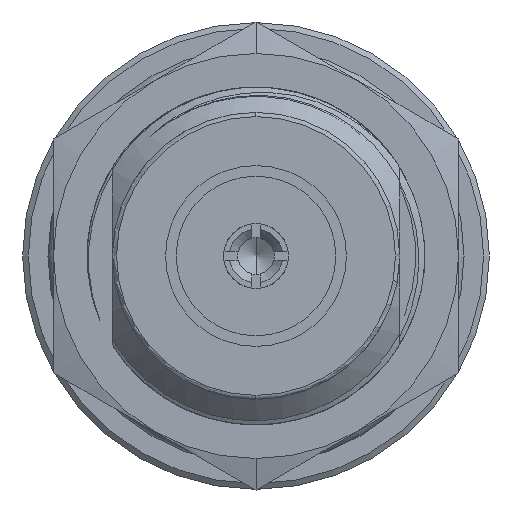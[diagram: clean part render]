
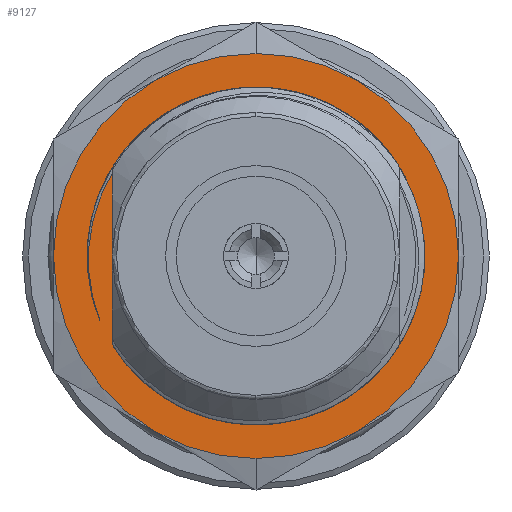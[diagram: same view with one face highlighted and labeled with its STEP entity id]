
A CAD part, left-side view. The second image highlights one B-rep face of the part: STEP entity #9127.
In plain terms, the highlighted planar face has unit normal (-1, 0, 0).
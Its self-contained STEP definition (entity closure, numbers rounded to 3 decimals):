
#1286=CARTESIAN_POINT('',(-1.11,0.,0.));
#1287=DIRECTION('',(-1.,0.,0.));
#1288=DIRECTION('',(0.,0.,-1.));
#1289=AXIS2_PLACEMENT_3D('',#1286,#1287,#1288);
#1291=CARTESIAN_POINT('',(-1.11,0.,0.));
#1292=DIRECTION('',(1.,0.,0.));
#1293=DIRECTION('',(0.,0.,-1.));
#1294=AXIS2_PLACEMENT_3D('',#1291,#1292,#1293);
#1296=CARTESIAN_POINT('',(-1.11,1.065,-7.868));
#1297=CARTESIAN_POINT('',(-1.11,0.645,-7.925));
#1298=CARTESIAN_POINT('',(-1.11,-0.191,-7.971));
#1299=CARTESIAN_POINT('',(-1.11,-1.45,-7.841));
#1300=CARTESIAN_POINT('',(-1.11,-2.67,-7.513));
#1301=CARTESIAN_POINT('',(-1.11,-3.824,-6.997));
#1302=CARTESIAN_POINT('',(-1.11,-4.881,-6.305));
#1303=CARTESIAN_POINT('',(-1.11,-5.816,-5.454));
#1304=CARTESIAN_POINT('',(-1.11,-6.605,-4.467));
#1305=CARTESIAN_POINT('',(-1.11,-7.228,-3.367));
#1306=CARTESIAN_POINT('',(-1.11,-7.669,-2.183));
#1307=CARTESIAN_POINT('',(-1.11,-7.917,-0.944));
#1308=CARTESIAN_POINT('',(-1.11,-7.967,0.319));
#1309=CARTESIAN_POINT('',(-1.11,-7.816,1.574));
#1310=CARTESIAN_POINT('',(-1.11,-7.47,2.789));
#1311=CARTESIAN_POINT('',(-1.11,-6.935,3.935));
#1312=CARTESIAN_POINT('',(-1.11,-6.226,4.981));
#1313=CARTESIAN_POINT('',(-1.11,-5.361,5.902));
#1314=CARTESIAN_POINT('',(-1.11,-4.361,6.675));
#1315=CARTESIAN_POINT('',(-1.11,-3.252,7.28));
#1316=CARTESIAN_POINT('',(-1.11,-2.06,7.703));
#1317=CARTESIAN_POINT('',(-1.11,-0.817,7.931));
#1318=CARTESIAN_POINT('',(-1.11,0.446,7.961));
#1319=CARTESIAN_POINT('',(-1.11,1.698,7.79));
#1320=CARTESIAN_POINT('',(-1.11,2.908,7.424));
#1321=CARTESIAN_POINT('',(-1.11,4.044,6.872));
#1322=CARTESIAN_POINT('',(-1.11,5.079,6.146));
#1323=CARTESIAN_POINT('',(-1.11,5.987,5.267));
#1324=CARTESIAN_POINT('',(-1.11,6.743,4.255));
#1325=CARTESIAN_POINT('',(-1.11,7.331,3.136));
#1326=CARTESIAN_POINT('',(-1.11,7.734,1.938));
#1327=CARTESIAN_POINT('',(-1.11,7.943,0.691));
#1328=CARTESIAN_POINT('',(-1.11,7.953,-0.572));
#1329=CARTESIAN_POINT('',(-1.11,7.762,-1.823));
#1330=CARTESIAN_POINT('',(-1.11,7.507,-2.62));
#1331=CARTESIAN_POINT('',(-1.11,7.346,-3.012));
#1333=DIRECTION('',(0.,0.,1.));
#1334=VECTOR('',#1333,8.068);
#1335=CARTESIAN_POINT('',(-1.11,6.75,-4.181));
#1336=LINE('',#1335,#1334);
#1468=CARTESIAN_POINT('',(-1.11,0.,0.));
#1469=DIRECTION('',(1.,0.,0.));
#1470=DIRECTION('',(0.,0.134,-0.991));
#1471=AXIS2_PLACEMENT_3D('',#1468,#1469,#1470);
#5525=CARTESIAN_POINT('',(-1.11,6.75,3.887));
#5531=CARTESIAN_POINT('',(-1.11,7.346,-3.012));
#5532=CARTESIAN_POINT('',(-1.11,7.492,-2.636));
#5533=CARTESIAN_POINT('',(-1.11,7.722,-1.871));
#5534=CARTESIAN_POINT('',(-1.11,7.892,-0.679));
#5535=CARTESIAN_POINT('',(-1.11,7.877,0.527));
#5536=CARTESIAN_POINT('',(-1.11,7.684,1.7));
#5537=CARTESIAN_POINT('',(-1.11,7.311,2.844));
#5538=CARTESIAN_POINT('',(-1.11,6.955,3.547));
#5539=CARTESIAN_POINT('',(-1.11,6.75,3.887));
#6231=CARTESIAN_POINT('',(-1.11,0.,-9.52));
#6232=CARTESIAN_POINT('',(-1.11,0.,9.52));
#6233=VERTEX_POINT('',#6231);
#6234=VERTEX_POINT('',#6232);
#6385=CARTESIAN_POINT('',(-1.11,1.065,-7.868));
#6386=VERTEX_POINT('',#6385);
#6735=CARTESIAN_POINT('',(-1.11,6.75,-4.181));
#6737=VERTEX_POINT('',#6735);
#6828=VERTEX_POINT('',#5525);
#6829=VERTEX_POINT('',#5531);
#9108=CARTESIAN_POINT('',(-1.11,0.,0.));
#9109=DIRECTION('',(1.,0.,0.));
#9110=DIRECTION('',(0.,0.,1.));
#9111=AXIS2_PLACEMENT_3D('',#9108,#9109,#9110);
#9112=PLANE('',#9111);
#9113=ORIENTED_EDGE('',*,*,#9062,.F.);
#9114=ORIENTED_EDGE('',*,*,#9090,.T.);
#9115=EDGE_LOOP('',(#9113,#9114));
#9116=FACE_OUTER_BOUND('',#9115,.F.);
#9118=ORIENTED_EDGE('',*,*,#9117,.T.);
#9120=ORIENTED_EDGE('',*,*,#9119,.T.);
#9122=ORIENTED_EDGE('',*,*,#9121,.F.);
#9124=ORIENTED_EDGE('',*,*,#9123,.F.);
#9125=EDGE_LOOP('',(#9118,#9120,#9122,#9124));
#9126=FACE_BOUND('',#9125,.F.);
#1290=CIRCLE('',#1289,9.52);
#1295=CIRCLE('',#1294,9.52);
#1332=B_SPLINE_CURVE_WITH_KNOTS('',3,(#1296,#1297,#1298,#1299,#1300,#1301,#1302,
#1303,#1304,#1305,#1306,#1307,#1308,#1309,#1310,#1311,#1312,#1313,#1314,#1315,
#1316,#1317,#1318,#1319,#1320,#1321,#1322,#1323,#1324,#1325,#1326,#1327,#1328,
#1329,#1330,#1331),.UNSPECIFIED.,.F.,.F.,(4,1,1,1,1,1,1,1,1,1,1,1,1,1,1,1,1,1,1,
1,1,1,1,1,1,1,1,1,1,1,1,1,1,4),(0.,0.03,0.061,
0.091,0.121,0.152,0.182,
0.212,0.242,0.273,0.303,
0.333,0.364,0.394,0.424,
0.455,0.485,0.515,0.545,
0.576,0.606,0.636,0.667,
0.697,0.727,0.758,0.788,
0.818,0.848,0.879,0.909,
0.939,0.97,1.),.UNSPECIFIED.);
#1472=CIRCLE('',#1471,7.94);
#5540=B_SPLINE_CURVE_WITH_KNOTS('',3,(#5531,#5532,#5533,#5534,#5535,#5536,#5537,
#5538,#5539),.UNSPECIFIED.,.F.,.F.,(4,1,1,1,1,1,4),(0.,0.167,
0.333,0.5,0.667,0.833,1.),
.UNSPECIFIED.);
#9062=EDGE_CURVE('',#6233,#6234,#1290,.T.);
#9090=EDGE_CURVE('',#6233,#6234,#1295,.T.);
#9117=EDGE_CURVE('',#6386,#6829,#1332,.T.);
#9119=EDGE_CURVE('',#6829,#6828,#5540,.T.);
#9121=EDGE_CURVE('',#6737,#6828,#1336,.T.);
#9123=EDGE_CURVE('',#6386,#6737,#1472,.T.);
#9127=ADVANCED_FACE('',(#9116,#9126),#9112,.F.);
